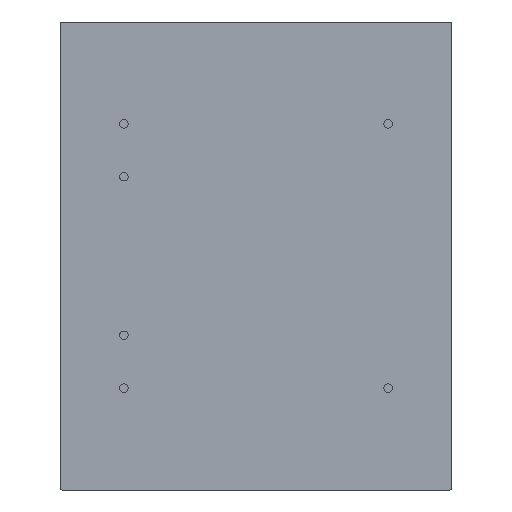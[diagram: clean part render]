
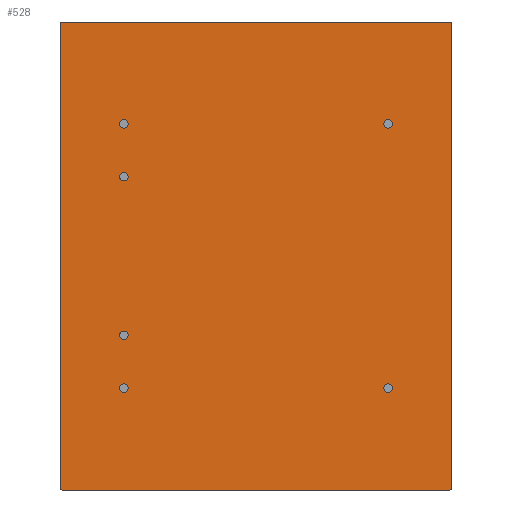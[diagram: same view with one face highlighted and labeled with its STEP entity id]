
A CAD part, front view. The second image highlights one B-rep face of the part: STEP entity #528.
In plain terms, the highlighted planar face has unit normal (0, -1, 0).
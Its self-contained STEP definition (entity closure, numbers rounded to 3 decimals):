
#528=ADVANCED_FACE('NONE',(#1559,#1560,#1561,#1562,#1563,#1564,#1565),#1566,.F.);
#1559=FACE_OUTER_BOUND('',#3077,.T.);
#1560=FACE_BOUND('',#3078,.T.);
#1561=FACE_BOUND('',#3079,.T.);
#1562=FACE_BOUND('',#3080,.T.);
#1563=FACE_BOUND('',#3081,.T.);
#1564=FACE_BOUND('',#3082,.T.);
#1565=FACE_BOUND('',#3083,.T.);
#1566=PLANE('',#3084);
#3077=EDGE_LOOP('',(#10384,#10385,#10386,#10387,#10388,#10389,#10390,#10391));
#3078=EDGE_LOOP('',(#10392,#10393));
#3079=EDGE_LOOP('',(#10394,#10395));
#3080=EDGE_LOOP('',(#10396,#10397));
#3081=EDGE_LOOP('',(#10398,#10399));
#3082=EDGE_LOOP('',(#10400,#10401));
#3083=EDGE_LOOP('',(#10402,#10403));
#3084=AXIS2_PLACEMENT_3D('',#10404,#10405,#10406);
#10384=ORIENTED_EDGE('',*,*,#14318,.F.);
#10385=ORIENTED_EDGE('',*,*,#14319,.T.);
#10386=ORIENTED_EDGE('',*,*,#14320,.F.);
#10387=ORIENTED_EDGE('',*,*,#14321,.T.);
#10388=ORIENTED_EDGE('',*,*,#14322,.F.);
#10389=ORIENTED_EDGE('',*,*,#14323,.T.);
#10390=ORIENTED_EDGE('',*,*,#14324,.F.);
#10391=ORIENTED_EDGE('',*,*,#14325,.T.);
#10392=ORIENTED_EDGE('',*,*,#14326,.F.);
#10393=ORIENTED_EDGE('',*,*,#13971,.F.);
#10394=ORIENTED_EDGE('',*,*,#14327,.F.);
#10395=ORIENTED_EDGE('',*,*,#13981,.F.);
#10396=ORIENTED_EDGE('',*,*,#14328,.F.);
#10397=ORIENTED_EDGE('',*,*,#13991,.F.);
#10398=ORIENTED_EDGE('',*,*,#14329,.F.);
#10399=ORIENTED_EDGE('',*,*,#13986,.F.);
#10400=ORIENTED_EDGE('',*,*,#14330,.F.);
#10401=ORIENTED_EDGE('',*,*,#13976,.F.);
#10402=ORIENTED_EDGE('',*,*,#14331,.F.);
#10403=ORIENTED_EDGE('',*,*,#13966,.F.);
#10404=CARTESIAN_POINT('',(18.55,0.0,22.15));
#10405=DIRECTION('',(0.0,1.0,0.0));
#10406=DIRECTION('',(1.0,0.0,-0.0));
#13966=EDGE_CURVE('NONE',#15709,#15711,#15712,.T.);
#13971=EDGE_CURVE('NONE',#15718,#15720,#15721,.T.);
#13976=EDGE_CURVE('NONE',#15727,#15729,#15730,.T.);
#13981=EDGE_CURVE('NONE',#15736,#15738,#15739,.T.);
#13986=EDGE_CURVE('NONE',#15745,#15747,#15748,.T.);
#13991=EDGE_CURVE('NONE',#15754,#15756,#15757,.T.);
#14318=EDGE_CURVE('NONE',#16405,#16406,#16407,.T.);
#14319=EDGE_CURVE('NONE',#16405,#16408,#16409,.T.);
#14320=EDGE_CURVE('NONE',#16410,#16408,#16411,.T.);
#14321=EDGE_CURVE('NONE',#16410,#16412,#16413,.T.);
#14322=EDGE_CURVE('NONE',#16414,#16412,#16415,.T.);
#14323=EDGE_CURVE('NONE',#16414,#16416,#16417,.T.);
#14324=EDGE_CURVE('NONE',#16418,#16416,#16419,.T.);
#14325=EDGE_CURVE('NONE',#16418,#16406,#16420,.T.);
#14326=EDGE_CURVE('NONE',#15720,#15718,#16421,.T.);
#14327=EDGE_CURVE('NONE',#15738,#15736,#16422,.T.);
#14328=EDGE_CURVE('NONE',#15756,#15754,#16423,.T.);
#14329=EDGE_CURVE('NONE',#15747,#15745,#16424,.T.);
#14330=EDGE_CURVE('NONE',#15729,#15727,#16425,.T.);
#14331=EDGE_CURVE('NONE',#15711,#15709,#16426,.T.);
#15709=VERTEX_POINT('NONE',#18273);
#15711=VERTEX_POINT('NONE',#18276);
#15712=CIRCLE('',#18277,0.4);
#15718=VERTEX_POINT('NONE',#18284);
#15720=VERTEX_POINT('NONE',#18287);
#15721=CIRCLE('',#18288,0.4);
#15727=VERTEX_POINT('NONE',#18295);
#15729=VERTEX_POINT('NONE',#18298);
#15730=CIRCLE('',#18299,0.4);
#15736=VERTEX_POINT('NONE',#18306);
#15738=VERTEX_POINT('NONE',#18309);
#15739=CIRCLE('',#18310,0.4);
#15745=VERTEX_POINT('NONE',#18317);
#15747=VERTEX_POINT('NONE',#18320);
#15748=CIRCLE('',#18321,0.4);
#15754=VERTEX_POINT('NONE',#18328);
#15756=VERTEX_POINT('NONE',#18331);
#15757=CIRCLE('',#18332,0.4);
#16405=VERTEX_POINT('NONE',#21103);
#16406=VERTEX_POINT('NONE',#21104);
#16407=LINE('',#21105,#21106);
#16408=VERTEX_POINT('NONE',#21107);
#16409=CIRCLE('',#21108,0.2);
#16410=VERTEX_POINT('NONE',#21109);
#16411=LINE('',#21110,#21111);
#16412=VERTEX_POINT('NONE',#21112);
#16413=CIRCLE('',#21113,0.2);
#16414=VERTEX_POINT('NONE',#21114);
#16415=LINE('',#21115,#21116);
#16416=VERTEX_POINT('NONE',#21117);
#16417=CIRCLE('',#21118,0.2);
#16418=VERTEX_POINT('NONE',#21119);
#16419=LINE('',#21120,#21121);
#16420=CIRCLE('',#21122,0.2);
#16421=CIRCLE('',#21123,0.4);
#16422=CIRCLE('',#21124,0.4);
#16423=CIRCLE('',#21125,0.4);
#16424=CIRCLE('',#21126,0.4);
#16425=CIRCLE('',#21127,0.4);
#16426=CIRCLE('',#21128,0.4);
#18273=CARTESIAN_POINT('',(-12.5,0.0,12.1));
#18276=CARTESIAN_POINT('',(-12.5,0.0,12.9));
#18277=AXIS2_PLACEMENT_3D('',#26998,#26999,#27000);
#18284=CARTESIAN_POINT('',(-12.5,0.0,-12.9));
#18287=CARTESIAN_POINT('',(-12.5,0.0,-12.1));
#18288=AXIS2_PLACEMENT_3D('',#27006,#27007,#27008);
#18295=CARTESIAN_POINT('',(-12.5,0.0,-7.9));
#18298=CARTESIAN_POINT('',(-12.5,0.0,-7.1));
#18299=AXIS2_PLACEMENT_3D('',#27014,#27015,#27016);
#18306=CARTESIAN_POINT('',(12.5,0.0,-12.9));
#18309=CARTESIAN_POINT('',(12.5,0.0,-12.1));
#18310=AXIS2_PLACEMENT_3D('',#27022,#27023,#27024);
#18317=CARTESIAN_POINT('',(12.5,0.0,12.1));
#18320=CARTESIAN_POINT('',(12.5,0.0,12.9));
#18321=AXIS2_PLACEMENT_3D('',#27030,#27031,#27032);
#18328=CARTESIAN_POINT('',(-12.5,0.0,7.1));
#18331=CARTESIAN_POINT('',(-12.5,0.0,7.9));
#18332=AXIS2_PLACEMENT_3D('',#27038,#27039,#27040);
#21103=CARTESIAN_POINT('',(-18.35,0.0,22.15));
#21104=CARTESIAN_POINT('',(18.35,0.0,22.15));
#21105=CARTESIAN_POINT('',(-18.55,0.0,22.15));
#21106=VECTOR('',#27257,1000.0);
#21107=CARTESIAN_POINT('',(-18.55,0.0,21.95));
#21108=AXIS2_PLACEMENT_3D('',#27258,#27259,#27260);
#21109=CARTESIAN_POINT('',(-18.55,0.0,-21.95));
#21110=CARTESIAN_POINT('',(-18.55,0.0,-22.15));
#21111=VECTOR('',#27261,1000.0);
#21112=CARTESIAN_POINT('',(-18.35,0.0,-22.15));
#21113=AXIS2_PLACEMENT_3D('',#27262,#27263,#27264);
#21114=CARTESIAN_POINT('',(18.35,0.0,-22.15));
#21115=CARTESIAN_POINT('',(-18.55,0.0,-22.15));
#21116=VECTOR('',#27265,1000.0);
#21117=CARTESIAN_POINT('',(18.55,0.0,-21.95));
#21118=AXIS2_PLACEMENT_3D('',#27266,#27267,#27268);
#21119=CARTESIAN_POINT('',(18.55,0.0,21.95));
#21120=CARTESIAN_POINT('',(18.55,0.0,-22.15));
#21121=VECTOR('',#27269,1000.0);
#21122=AXIS2_PLACEMENT_3D('',#27270,#27271,#27272);
#21123=AXIS2_PLACEMENT_3D('',#27273,#27274,#27275);
#21124=AXIS2_PLACEMENT_3D('',#27276,#27277,#27278);
#21125=AXIS2_PLACEMENT_3D('',#27279,#27280,#27281);
#21126=AXIS2_PLACEMENT_3D('',#27282,#27283,#27284);
#21127=AXIS2_PLACEMENT_3D('',#27285,#27286,#27287);
#21128=AXIS2_PLACEMENT_3D('',#27288,#27289,#27290);
#26998=CARTESIAN_POINT('',(-12.5,0.0,12.5));
#26999=DIRECTION('',(0.0,-1.0,0.0));
#27000=DIRECTION('',(0.0,0.0,1.0));
#27006=CARTESIAN_POINT('',(-12.5,0.0,-12.5));
#27007=DIRECTION('',(0.0,-1.0,0.0));
#27008=DIRECTION('',(0.0,0.0,1.0));
#27014=CARTESIAN_POINT('',(-12.5,0.0,-7.5));
#27015=DIRECTION('',(0.0,-1.0,0.0));
#27016=DIRECTION('',(0.0,0.0,1.0));
#27022=CARTESIAN_POINT('',(12.5,0.0,-12.5));
#27023=DIRECTION('',(0.0,-1.0,0.0));
#27024=DIRECTION('',(0.0,0.0,1.0));
#27030=CARTESIAN_POINT('',(12.5,0.0,12.5));
#27031=DIRECTION('',(0.0,-1.0,0.0));
#27032=DIRECTION('',(0.0,0.0,1.0));
#27038=CARTESIAN_POINT('',(-12.5,0.0,7.5));
#27039=DIRECTION('',(0.0,-1.0,0.0));
#27040=DIRECTION('',(0.0,0.0,1.0));
#27257=DIRECTION('',(1.0,0.0,0.0));
#27258=CARTESIAN_POINT('',(-18.35,0.0,21.95));
#27259=DIRECTION('',(0.0,-1.0,0.0));
#27260=DIRECTION('',(0.0,0.0,1.0));
#27261=DIRECTION('',(0.,0.0,1.0));
#27262=CARTESIAN_POINT('',(-18.35,0.0,-21.95));
#27263=DIRECTION('',(0.0,-1.0,0.0));
#27264=DIRECTION('',(0.0,0.0,1.0));
#27265=DIRECTION('',(-1.0,-0.0,-0.0));
#27266=CARTESIAN_POINT('',(18.35,0.0,-21.95));
#27267=DIRECTION('',(0.0,-1.0,0.0));
#27268=DIRECTION('',(0.0,0.0,1.0));
#27269=DIRECTION('',(0.,-0.0,-1.0));
#27270=CARTESIAN_POINT('',(18.35,0.0,21.95));
#27271=DIRECTION('',(0.0,-1.0,0.0));
#27272=DIRECTION('',(0.0,0.0,1.0));
#27273=CARTESIAN_POINT('',(-12.5,0.0,-12.5));
#27274=DIRECTION('',(0.0,-1.0,0.0));
#27275=DIRECTION('',(0.0,0.0,1.0));
#27276=CARTESIAN_POINT('',(12.5,0.0,-12.5));
#27277=DIRECTION('',(0.0,-1.0,0.0));
#27278=DIRECTION('',(0.0,0.0,1.0));
#27279=CARTESIAN_POINT('',(-12.5,0.0,7.5));
#27280=DIRECTION('',(0.0,-1.0,0.0));
#27281=DIRECTION('',(0.0,0.0,1.0));
#27282=CARTESIAN_POINT('',(12.5,0.0,12.5));
#27283=DIRECTION('',(0.0,-1.0,0.0));
#27284=DIRECTION('',(0.0,0.0,1.0));
#27285=CARTESIAN_POINT('',(-12.5,0.0,-7.5));
#27286=DIRECTION('',(0.0,-1.0,0.0));
#27287=DIRECTION('',(0.0,0.0,1.0));
#27288=CARTESIAN_POINT('',(-12.5,0.0,12.5));
#27289=DIRECTION('',(0.0,-1.0,0.0));
#27290=DIRECTION('',(0.0,0.0,1.0));
